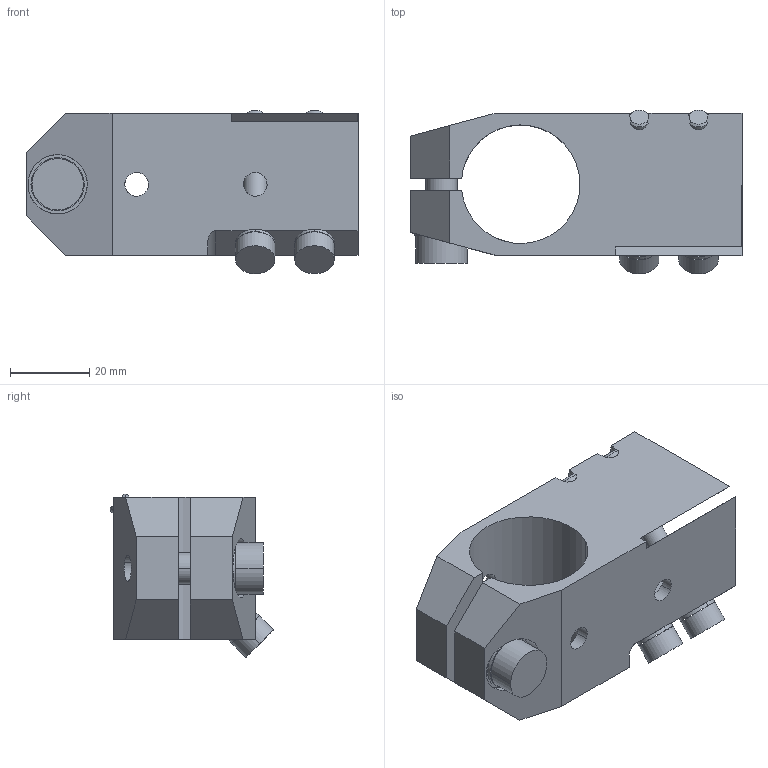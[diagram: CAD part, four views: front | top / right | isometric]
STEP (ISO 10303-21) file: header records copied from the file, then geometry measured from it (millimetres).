
FILE_DESCRIPTION(('CATIA V5 STEP Exchange'),'2;1');
FILE_NAME('AEGT143.stp','2017-07-06T00:21:15+00:00',('none'),('none'),'CATIA Version 5 Release 21 GA (IN-10)','CATIA V5 STEP AP203','none');
FILE_SCHEMA(('CONFIG_CONTROL_DESIGN'));
Length unit declared in the file: millimetre
Products named in the file (1): AEGT143
Bounding box: 84 x 41.37 x 41.37 mm (x, y, z)
Volume: 51293.3 mm3; surface area: 23014.2 mm2
Topology: 3 solids, 3 shells, 104 faces, 269 edges, 178 vertices
Faces by surface type: cylinder 54, plane 46, cone 4
Entity records: 3384 total; most frequent: CARTESIAN_POINT 1059, ORIENTED_EDGE 538, DIRECTION 332, EDGE_CURVE 269, VERTEX_POINT 178, AXIS2_PLACEMENT_3D 147, VECTOR 126, LINE 126
